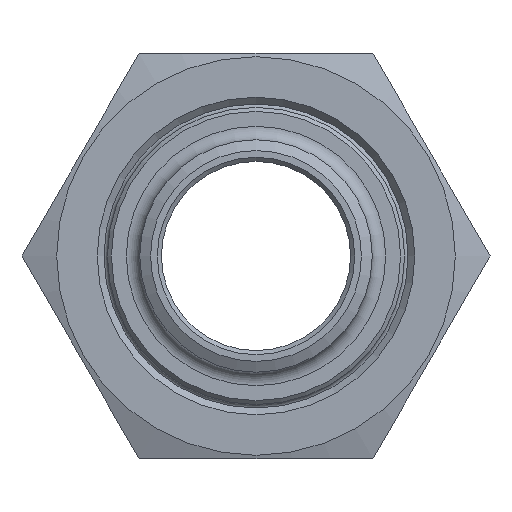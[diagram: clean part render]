
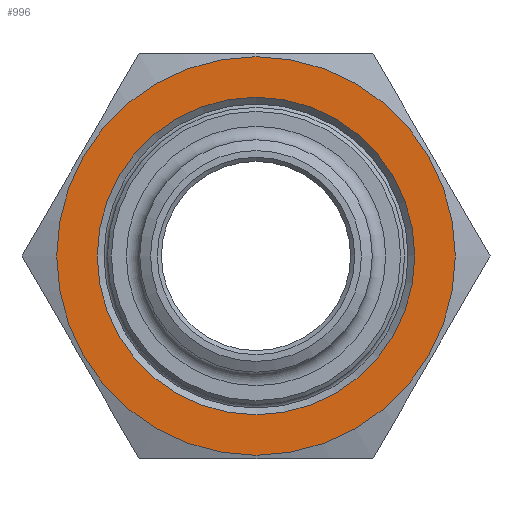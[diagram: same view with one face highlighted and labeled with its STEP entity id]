
A CAD part, left-side view. The second image highlights one B-rep face of the part: STEP entity #996.
In plain terms, the highlighted planar face has unit normal (-1, 0, 0).
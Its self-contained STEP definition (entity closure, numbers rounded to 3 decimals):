
#69=FACE_BOUND('',#193,.T.);
#85=PLANE('',#1143);
#126=FACE_OUTER_BOUND('',#192,.T.);
#192=EDGE_LOOP('',(#721));
#193=EDGE_LOOP('',(#722));
#348=CIRCLE('',#1133,14.75);
#349=CIRCLE('',#1138,11.75);
#443=VERTEX_POINT('',#1708);
#444=VERTEX_POINT('',#1719);
#543=EDGE_CURVE('',#443,#443,#348,.T.);
#548=EDGE_CURVE('',#444,#444,#349,.T.);
#721=ORIENTED_EDGE('',*,*,#543,.T.);
#722=ORIENTED_EDGE('',*,*,#548,.F.);
#996=ADVANCED_FACE('',(#126,#69),#85,.F.);
#1133=AXIS2_PLACEMENT_3D('',#1710,#1308,#1309);
#1138=AXIS2_PLACEMENT_3D('',#1720,#1322,#1323);
#1143=AXIS2_PLACEMENT_3D('',#1730,#1334,#1335);
#1308=DIRECTION('center_axis',(-1.,0.,0.));
#1309=DIRECTION('ref_axis',(0.,1.,0.));
#1322=DIRECTION('center_axis',(-1.,0.,0.));
#1323=DIRECTION('ref_axis',(0.,-1.,0.));
#1334=DIRECTION('center_axis',(1.,0.,0.));
#1335=DIRECTION('ref_axis',(0.,0.,-1.));
#1708=CARTESIAN_POINT('',(-15.,-14.75,0.));
#1710=CARTESIAN_POINT('Origin',(-15.,0.,0.));
#1719=CARTESIAN_POINT('',(-15.,11.75,0.));
#1720=CARTESIAN_POINT('Origin',(-15.,0.,0.));
#1730=CARTESIAN_POINT('Origin',(-15.,0.,0.));
